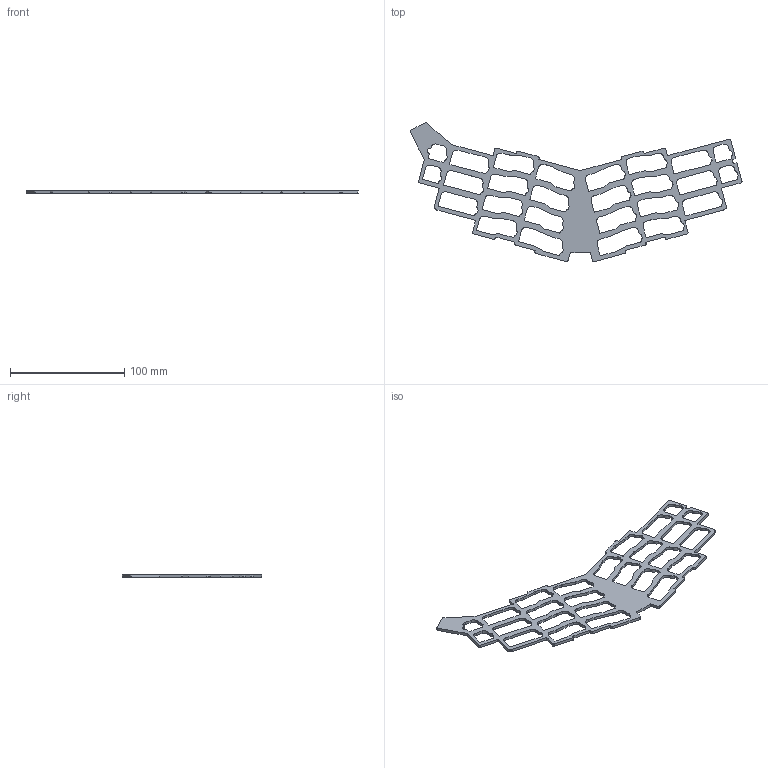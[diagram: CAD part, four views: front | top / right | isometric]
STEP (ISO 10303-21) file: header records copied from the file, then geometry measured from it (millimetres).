
FILE_DESCRIPTION(/* description */ ('STEP AP242','CAx-IF Rec.Pracs.---Representation and Presentation of Product Manufacturing Information (PMI)---4.0---2014-10-13','CAx-IF Rec.Pracs.---3D Tessellated Geometry---0.4---2014-09-14','2;1'),/* implementation_level */ '2;1');
FILE_NAME(/* name */ '68ae54c824e9267e0fe4f762',/* time_stamp */ '2025-08-27T00:43:53Z',/* author */ (''),/* organization */ (''),/* preprocessor_version */ 'ST-DEVELOPER v20',/* originating_system */ 'ONSHAPE BY PTC INC, 1.202',/* authorisation */ ' ');
FILE_SCHEMA (('AP242_MANAGED_MODEL_BASED_3D_ENGINEERING_MIM_LF { 1 0 10303 442 1 1 4 }'));
Length unit declared in the file: metre
Products named in the file (1): 20139-01
Bounding box: 290.56 x 121.66 x 2.5 mm (x, y, z)
Volume: 22143.7 mm3; surface area: 25348.9 mm2
Topology: 1 solids, 1 shells, 593 faces, 1773 edges, 1182 vertices
Faces by surface type: cylinder 337, plane 256
Entity records: 20329 total; most frequent: DIRECTION 3633, CARTESIAN_POINT 3555, ORIENTED_EDGE 3546, EDGE_CURVE 1773, AXIS2_PLACEMENT_3D 1268, VERTEX_POINT 1182, LINE 1097, VECTOR 1097
